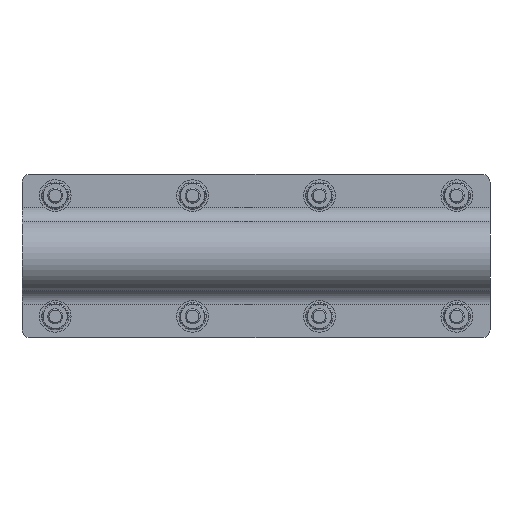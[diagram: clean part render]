
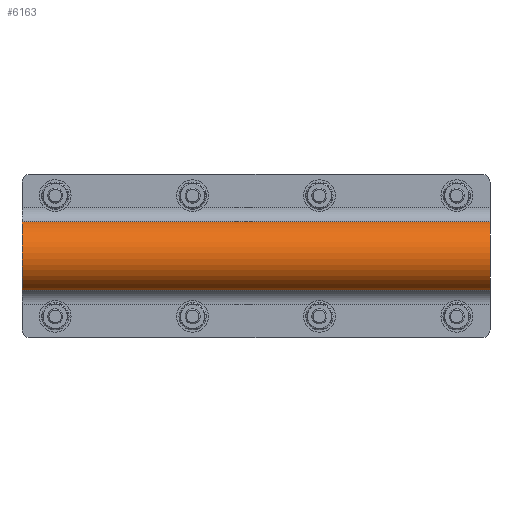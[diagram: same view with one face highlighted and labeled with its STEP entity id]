
A CAD part, front view. The second image highlights one B-rep face of the part: STEP entity #6163.
In plain terms, the highlighted cylindrical face has radius 24 mm (diameter 48 mm), a partial arc.
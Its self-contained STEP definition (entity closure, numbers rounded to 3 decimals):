
#244 = CARTESIAN_POINT ( 'NONE',  ( 155., 0., 0. ) ) ;
#470 = CIRCLE ( 'NONE', #4437, 24. ) ;
#805 = LINE ( 'NONE', #3602, #7198 ) ;
#1279 = LINE ( 'NONE', #6042, #1382 ) ;
#1379 = ORIENTED_EDGE ( 'NONE', *, *, #7020, .T. ) ;
#1382 = VECTOR ( 'NONE', #2903, 1000. ) ;
#1444 = DIRECTION ( 'NONE',  ( 0., 0., 1. ) ) ;
#1471 = EDGE_LOOP ( 'NONE', ( #4149, #3525, #1999, #1379 ) ) ;
#1999 = ORIENTED_EDGE ( 'NONE', *, *, #3152, .F. ) ;
#2043 = DIRECTION ( 'NONE',  ( 0., 0., -1. ) ) ;
#2535 = EDGE_CURVE ( 'NONE', #7272, #5077, #1279, .T. ) ;
#2550 = CARTESIAN_POINT ( 'NONE',  ( 155., 8.047, -22.611 ) ) ;
#2592 = CYLINDRICAL_SURFACE ( 'NONE', #4769, 24. ) ;
#2903 = DIRECTION ( 'NONE',  ( -1., 0., 0. ) ) ;
#2914 = CARTESIAN_POINT ( 'NONE',  ( -155., 8.047, 22.611 ) ) ;
#2993 = EDGE_CURVE ( 'NONE', #7320, #5077, #470, .T. ) ;
#3152 = EDGE_CURVE ( 'NONE', #5413, #7272, #6682, .T. ) ;
#3525 = ORIENTED_EDGE ( 'NONE', *, *, #2535, .F. ) ;
#3602 = CARTESIAN_POINT ( 'NONE',  ( 155., 8.047, -22.611 ) ) ;
#3741 = CARTESIAN_POINT ( 'NONE',  ( -155., 8.047, -22.611 ) ) ;
#3903 = CARTESIAN_POINT ( 'NONE',  ( -155., 0., 0. ) ) ;
#4149 = ORIENTED_EDGE ( 'NONE', *, *, #2993, .T. ) ;
#4241 = DIRECTION ( 'NONE',  ( -1., 0., 0. ) ) ;
#4325 = CARTESIAN_POINT ( 'NONE',  ( 155., 8.047, 22.611 ) ) ;
#4437 = AXIS2_PLACEMENT_3D ( 'NONE', #3903, #4595, #2043 ) ;
#4595 = DIRECTION ( 'NONE',  ( 1., 0., 0. ) ) ;
#4667 = DIRECTION ( 'NONE',  ( 1., 0., 0. ) ) ;
#4768 = FACE_OUTER_BOUND ( 'NONE', #1471, .T. ) ;
#4769 = AXIS2_PLACEMENT_3D ( 'NONE', #5176, #7059, #1444 ) ;
#5077 = VERTEX_POINT ( 'NONE', #2914 ) ;
#5176 = CARTESIAN_POINT ( 'NONE',  ( 155., 0., 0. ) ) ;
#5363 = DIRECTION ( 'NONE',  ( 0., 0., -1. ) ) ;
#5413 = VERTEX_POINT ( 'NONE', #2550 ) ;
#6042 = CARTESIAN_POINT ( 'NONE',  ( 155., 8.047, 22.611 ) ) ;
#6163 = ADVANCED_FACE ( 'NONE', ( #4768 ), #2592, .T. ) ;
#6682 = CIRCLE ( 'NONE', #7749, 24. ) ;
#7020 = EDGE_CURVE ( 'NONE', #5413, #7320, #805, .T. ) ;
#7059 = DIRECTION ( 'NONE',  ( -1., 0., 0. ) ) ;
#7198 = VECTOR ( 'NONE', #4241, 1000. ) ;
#7272 = VERTEX_POINT ( 'NONE', #4325 ) ;
#7320 = VERTEX_POINT ( 'NONE', #3741 ) ;
#7749 = AXIS2_PLACEMENT_3D ( 'NONE', #244, #4667, #5363 ) ;
